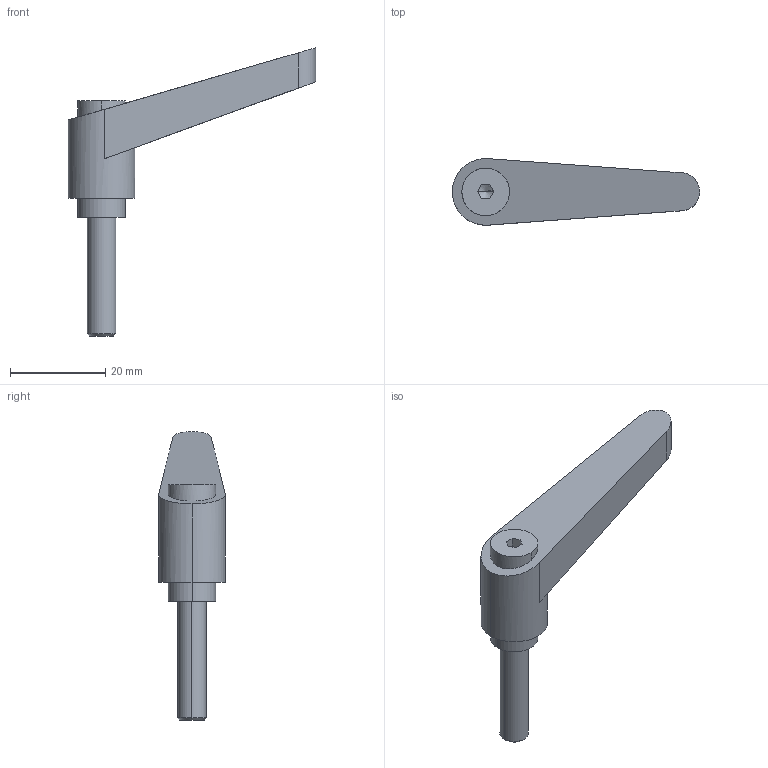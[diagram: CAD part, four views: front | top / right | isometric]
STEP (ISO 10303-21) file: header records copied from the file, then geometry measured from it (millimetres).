
FILE_DESCRIPTION(('STEP AP214'),'1');
FILE_NAME(' ',' ',('TraceParts'),('TraceParts S.A.'),'XStep 1.0',' ',' ');
FILE_SCHEMA(('automotive_design'));
Length unit declared in the file: millimetre
Products named in the file (1): 1
Bounding box: 51.99 x 14 x 60.69 mm (x, y, z)
Volume: 5120.2 mm3; surface area: 3950.8 mm2
Topology: 1 solids, 1 shells, 34 faces, 81 edges, 52 vertices
Faces by surface type: plane 17, cylinder 11, cone 6
Entity records: 1919 total; most frequent: CARTESIAN_POINT 182, DIRECTION 170, STYLED_ITEM 166, PRESENTATION_STYLE_ASSIGNMENT 166, COLOUR_RGB 166, ORIENTED_EDGE 158, EDGE_CURVE 79, CURVE_STYLE 79
